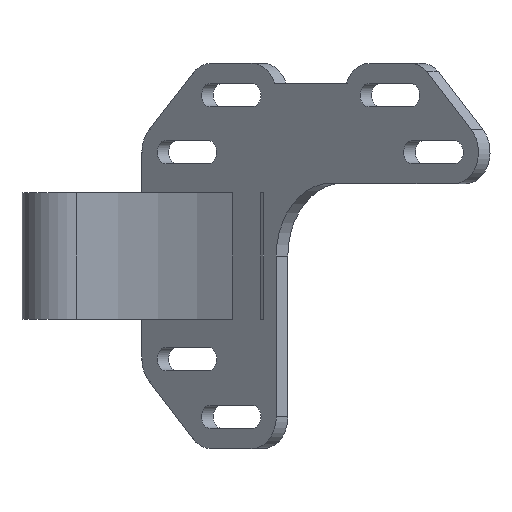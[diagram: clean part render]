
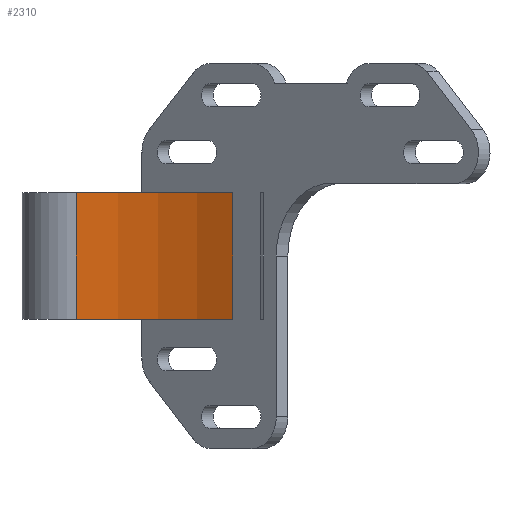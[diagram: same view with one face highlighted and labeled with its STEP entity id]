
A CAD part, front view. The second image highlights one B-rep face of the part: STEP entity #2310.
In plain terms, the highlighted cylindrical face has radius 29.412 mm (diameter 58.823 mm), a partial arc.
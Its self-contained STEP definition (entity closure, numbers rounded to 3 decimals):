
#107=CIRCLE('',#2436,29.412);
#114=CIRCLE('',#2449,29.412);
#192=CYLINDRICAL_SURFACE('',#2521,29.412);
#286=FACE_OUTER_BOUND('',#428,.T.);
#428=EDGE_LOOP('',(#1943,#1944,#1945,#1946));
#643=LINE('',#3788,#870);
#644=LINE('',#3789,#871);
#870=VECTOR('',#3079,10.);
#871=VECTOR('',#3080,10.);
#1057=VERTEX_POINT('',#3551);
#1058=VERTEX_POINT('',#3553);
#1075=VERTEX_POINT('',#3599);
#1076=VERTEX_POINT('',#3601);
#1298=EDGE_CURVE('',#1058,#1057,#107,.T.);
#1322=EDGE_CURVE('',#1076,#1075,#114,.T.);
#1415=EDGE_CURVE('',#1075,#1058,#643,.T.);
#1416=EDGE_CURVE('',#1076,#1057,#644,.T.);
#1943=ORIENTED_EDGE('',*,*,#1415,.T.);
#1944=ORIENTED_EDGE('',*,*,#1298,.T.);
#1945=ORIENTED_EDGE('',*,*,#1416,.F.);
#1946=ORIENTED_EDGE('',*,*,#1322,.T.);
#2310=ADVANCED_FACE('',(#286),#192,.F.);
#2436=AXIS2_PLACEMENT_3D('',#3554,#2822,#2823);
#2449=AXIS2_PLACEMENT_3D('',#3602,#2865,#2866);
#2521=AXIS2_PLACEMENT_3D('',#3787,#3077,#3078);
#2822=DIRECTION('center_axis',(0.,0.,1.));
#2823=DIRECTION('ref_axis',(-0.204,0.979,0.));
#2865=DIRECTION('center_axis',(0.,0.,-1.));
#2866=DIRECTION('ref_axis',(-0.204,0.979,0.));
#3077=DIRECTION('center_axis',(0.,0.,-1.));
#3078=DIRECTION('ref_axis',(-0.204,0.979,0.));
#3079=DIRECTION('',(0.,0.,1.));
#3080=DIRECTION('',(0.,0.,1.));
#3551=CARTESIAN_POINT('',(-37.,-11.,7.));
#3553=CARTESIAN_POINT('',(-19.709,-16.619,7.));
#3554=CARTESIAN_POINT('Origin',(-37.,-40.412,7.));
#3599=CARTESIAN_POINT('',(-19.709,-16.619,-7.));
#3601=CARTESIAN_POINT('',(-37.,-11.,-7.));
#3602=CARTESIAN_POINT('Origin',(-37.,-40.412,-7.));
#3787=CARTESIAN_POINT('Origin',(-37.,-40.412,0.));
#3788=CARTESIAN_POINT('',(-19.709,-16.619,0.));
#3789=CARTESIAN_POINT('',(-37.,-11.,0.));
